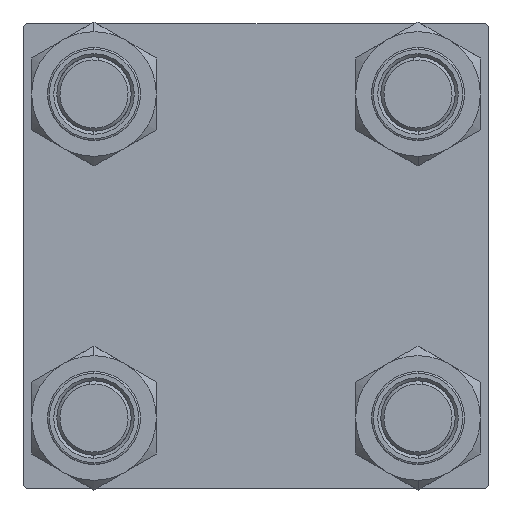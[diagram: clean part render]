
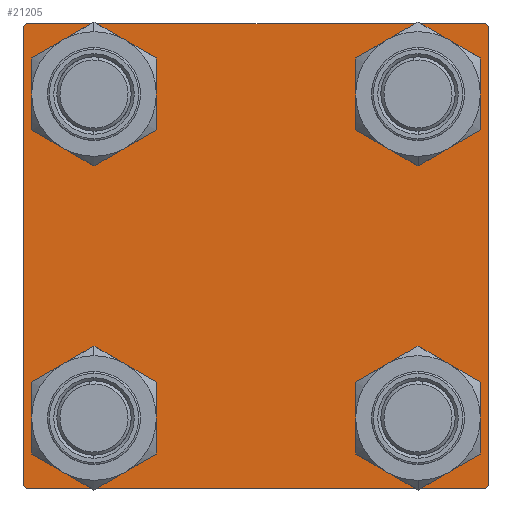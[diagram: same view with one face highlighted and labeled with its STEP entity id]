
A CAD part, left-side view. The second image highlights one B-rep face of the part: STEP entity #21205.
In plain terms, the highlighted planar face has unit normal (-1, 0, 0).
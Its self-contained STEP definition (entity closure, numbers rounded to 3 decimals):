
#408 = VERTEX_POINT ( 'NONE', #18896 ) ;
#1152 = ORIENTED_EDGE ( 'NONE', *, *, #23092, .T. ) ;
#1630 = DIRECTION ( 'NONE',  ( 0., 0., -1. ) ) ;
#2786 = CIRCLE ( 'NONE', #12573, 6.5 ) ;
#2922 = EDGE_LOOP ( 'NONE', ( #8554, #23710 ) ) ;
#2982 = VERTEX_POINT ( 'NONE', #37050 ) ;
#3026 = CARTESIAN_POINT ( 'NONE',  ( 0., 26.15, 32.65 ) ) ;
#3228 = CARTESIAN_POINT ( 'NONE',  ( 0., 0., 0. ) ) ;
#3395 = EDGE_CURVE ( 'NONE', #24379, #2982, #10698, .T. ) ;
#3878 = CARTESIAN_POINT ( 'NONE',  ( 0., -37.25, 37.25 ) ) ;
#4267 = VECTOR ( 'NONE', #1630, 1000. ) ;
#4326 = EDGE_LOOP ( 'NONE', ( #34307, #37036 ) ) ;
#4332 = VERTEX_POINT ( 'NONE', #28173 ) ;
#5172 = AXIS2_PLACEMENT_3D ( 'NONE', #39608, #35549, #19504 ) ;
#5302 = EDGE_CURVE ( 'NONE', #45551, #10753, #16947, .T. ) ;
#5790 = CIRCLE ( 'NONE', #13118, 6.5 ) ;
#5869 = VECTOR ( 'NONE', #34313, 1000. ) ;
#6794 = FACE_BOUND ( 'NONE', #2922, .T. ) ;
#7044 = FACE_BOUND ( 'NONE', #46223, .T. ) ;
#7813 = VECTOR ( 'NONE', #46390, 1000. ) ;
#8554 = ORIENTED_EDGE ( 'NONE', *, *, #30764, .T. ) ;
#8629 = ORIENTED_EDGE ( 'NONE', *, *, #5302, .T. ) ;
#8993 = EDGE_CURVE ( 'NONE', #25795, #30402, #11660, .T. ) ;
#9010 = EDGE_CURVE ( 'NONE', #408, #22859, #46815, .T. ) ;
#10013 = LINE ( 'NONE', #26584, #13431 ) ;
#10026 = CARTESIAN_POINT ( 'NONE',  ( 0., 26.15, 26.15 ) ) ;
#10263 = EDGE_LOOP ( 'NONE', ( #8629, #27118, #18479, #17424, #17984, #15867, #47255, #14400 ) ) ;
#10301 = CARTESIAN_POINT ( 'NONE',  ( 0., -26.15, -19.65 ) ) ;
#10698 = CIRCLE ( 'NONE', #12372, 6.5 ) ;
#10753 = VERTEX_POINT ( 'NONE', #31598 ) ;
#11494 = DIRECTION ( 'NONE',  ( 0., 0., 1. ) ) ;
#11660 = CIRCLE ( 'NONE', #39339, 6.5 ) ;
#11951 = CARTESIAN_POINT ( 'NONE',  ( 0., -26.15, -26.15 ) ) ;
#12030 = DIRECTION ( 'NONE',  ( 0., 0.707, 0.707 ) ) ;
#12372 = AXIS2_PLACEMENT_3D ( 'NONE', #40806, #40547, #14302 ) ;
#12573 = AXIS2_PLACEMENT_3D ( 'NONE', #11951, #32249, #50198 ) ;
#12611 = DIRECTION ( 'NONE',  ( 0., 0., 1. ) ) ;
#13118 = AXIS2_PLACEMENT_3D ( 'NONE', #35751, #19717, #24525 ) ;
#13151 = EDGE_CURVE ( 'NONE', #4332, #45551, #42139, .T. ) ;
#13431 = VECTOR ( 'NONE', #29636, 1000. ) ;
#13690 = EDGE_CURVE ( 'NONE', #34655, #43230, #5790, .T. ) ;
#14302 = DIRECTION ( 'NONE',  ( 0., 0., 1. ) ) ;
#14311 = CIRCLE ( 'NONE', #44421, 6.5 ) ;
#14400 = ORIENTED_EDGE ( 'NONE', *, *, #13151, .T. ) ;
#15731 = DIRECTION ( 'NONE',  ( 0., 0., 1. ) ) ;
#15867 = ORIENTED_EDGE ( 'NONE', *, *, #19963, .T. ) ;
#16409 = EDGE_CURVE ( 'NONE', #48965, #37937, #22578, .T. ) ;
#16947 = LINE ( 'NONE', #21269, #4267 ) ;
#17424 = ORIENTED_EDGE ( 'NONE', *, *, #26880, .T. ) ;
#17592 = CIRCLE ( 'NONE', #46088, 6.5 ) ;
#17984 = ORIENTED_EDGE ( 'NONE', *, *, #16409, .F. ) ;
#18479 = ORIENTED_EDGE ( 'NONE', *, *, #9010, .T. ) ;
#18896 = CARTESIAN_POINT ( 'NONE',  ( 0., 37., -37.5 ) ) ;
#19016 = VECTOR ( 'NONE', #26958, 1000. ) ;
#19504 = DIRECTION ( 'NONE',  ( 0., 0., 1. ) ) ;
#19717 = DIRECTION ( 'NONE',  ( 1., 0., 0. ) ) ;
#19933 = LINE ( 'NONE', #3878, #49117 ) ;
#19963 = EDGE_CURVE ( 'NONE', #48965, #26407, #19933, .T. ) ;
#20564 = CARTESIAN_POINT ( 'NONE',  ( 0., -37., 37.5 ) ) ;
#20651 = EDGE_CURVE ( 'NONE', #2982, #24379, #34545, .T. ) ;
#21205 = ADVANCED_FACE ( 'NONE', ( #41711, #34091, #7044, #6794, #22353 ), #37900, .T. ) ;
#21269 = CARTESIAN_POINT ( 'NONE',  ( 0., 37.5, 37.5 ) ) ;
#21337 = LINE ( 'NONE', #24914, #34724 ) ;
#22353 = FACE_OUTER_BOUND ( 'NONE', #10263, .T. ) ;
#22520 = DIRECTION ( 'NONE',  ( 1., 0., 0. ) ) ;
#22578 = LINE ( 'NONE', #37865, #5869 ) ;
#22859 = VERTEX_POINT ( 'NONE', #29555 ) ;
#23092 = EDGE_CURVE ( 'NONE', #43230, #34655, #2786, .T. ) ;
#23206 = CARTESIAN_POINT ( 'NONE',  ( 0., 37.5, 37.5 ) ) ;
#23290 = DIRECTION ( 'NONE',  ( 0., 0.707, -0.707 ) ) ;
#23710 = ORIENTED_EDGE ( 'NONE', *, *, #31102, .T. ) ;
#23824 = CARTESIAN_POINT ( 'NONE',  ( 0., -26.15, 32.65 ) ) ;
#24379 = VERTEX_POINT ( 'NONE', #23824 ) ;
#24525 = DIRECTION ( 'NONE',  ( 0., 0., 1. ) ) ;
#24595 = CARTESIAN_POINT ( 'NONE',  ( 0., 26.15, -26.15 ) ) ;
#24914 = CARTESIAN_POINT ( 'NONE',  ( 0., -37.25, -37.25 ) ) ;
#25795 = VERTEX_POINT ( 'NONE', #48439 ) ;
#26046 = EDGE_CURVE ( 'NONE', #4332, #26407, #46647, .T. ) ;
#26281 = ORIENTED_EDGE ( 'NONE', *, *, #13690, .T. ) ;
#26407 = VERTEX_POINT ( 'NONE', #20564 ) ;
#26563 = ORIENTED_EDGE ( 'NONE', *, *, #8993, .T. ) ;
#26584 = CARTESIAN_POINT ( 'NONE',  ( 0., 37.25, -37.25 ) ) ;
#26880 = EDGE_CURVE ( 'NONE', #22859, #37937, #21337, .T. ) ;
#26958 = DIRECTION ( 'NONE',  ( 0., -1., 0. ) ) ;
#27118 = ORIENTED_EDGE ( 'NONE', *, *, #28455, .T. ) ;
#28173 = CARTESIAN_POINT ( 'NONE',  ( 0., 37., 37.5 ) ) ;
#28455 = EDGE_CURVE ( 'NONE', #10753, #408, #10013, .T. ) ;
#28513 = CARTESIAN_POINT ( 'NONE',  ( 0., 26.15, -19.65 ) ) ;
#29555 = CARTESIAN_POINT ( 'NONE',  ( 0., -37., -37.5 ) ) ;
#29636 = DIRECTION ( 'NONE',  ( 0., -0.707, -0.707 ) ) ;
#30250 = DIRECTION ( 'NONE',  ( 0., 0., 1. ) ) ;
#30402 = VERTEX_POINT ( 'NONE', #28513 ) ;
#30727 = CIRCLE ( 'NONE', #47817, 6.5 ) ;
#30764 = EDGE_CURVE ( 'NONE', #33546, #38165, #14311, .T. ) ;
#31102 = EDGE_CURVE ( 'NONE', #38165, #33546, #17592, .T. ) ;
#31598 = CARTESIAN_POINT ( 'NONE',  ( 0., 37.5, -37. ) ) ;
#32064 = CARTESIAN_POINT ( 'NONE',  ( 0., -26.15, -32.65 ) ) ;
#32249 = DIRECTION ( 'NONE',  ( 1., 0., 0. ) ) ;
#33413 = ORIENTED_EDGE ( 'NONE', *, *, #34147, .T. ) ;
#33546 = VERTEX_POINT ( 'NONE', #3026 ) ;
#33785 = CARTESIAN_POINT ( 'NONE',  ( 0., 37.5, 37. ) ) ;
#34091 = FACE_BOUND ( 'NONE', #41033, .T. ) ;
#34147 = EDGE_CURVE ( 'NONE', #30402, #25795, #30727, .T. ) ;
#34307 = ORIENTED_EDGE ( 'NONE', *, *, #3395, .T. ) ;
#34313 = DIRECTION ( 'NONE',  ( 0., 0., -1. ) ) ;
#34347 = DIRECTION ( 'NONE',  ( -1., 0., 0. ) ) ;
#34545 = CIRCLE ( 'NONE', #5172, 6.5 ) ;
#34655 = VERTEX_POINT ( 'NONE', #32064 ) ;
#34724 = VECTOR ( 'NONE', #36893, 1000. ) ;
#34849 = CARTESIAN_POINT ( 'NONE',  ( 0., 26.15, 19.65 ) ) ;
#35549 = DIRECTION ( 'NONE',  ( 1., 0., 0. ) ) ;
#35751 = CARTESIAN_POINT ( 'NONE',  ( 0., -26.15, -26.15 ) ) ;
#36158 = AXIS2_PLACEMENT_3D ( 'NONE', #3228, #34347, #30250 ) ;
#36893 = DIRECTION ( 'NONE',  ( 0., -0.707, 0.707 ) ) ;
#37036 = ORIENTED_EDGE ( 'NONE', *, *, #20651, .T. ) ;
#37050 = CARTESIAN_POINT ( 'NONE',  ( 0., -26.15, 19.65 ) ) ;
#37865 = CARTESIAN_POINT ( 'NONE',  ( 0., -37.5, 37.5 ) ) ;
#37900 = PLANE ( 'NONE',  #36158 ) ;
#37937 = VERTEX_POINT ( 'NONE', #39708 ) ;
#38165 = VERTEX_POINT ( 'NONE', #34849 ) ;
#39339 = AXIS2_PLACEMENT_3D ( 'NONE', #42489, #49898, #15731 ) ;
#39608 = CARTESIAN_POINT ( 'NONE',  ( 0., -26.15, 26.15 ) ) ;
#39708 = CARTESIAN_POINT ( 'NONE',  ( 0., -37.5, -37. ) ) ;
#40216 = CARTESIAN_POINT ( 'NONE',  ( 0., -37.5, 37. ) ) ;
#40547 = DIRECTION ( 'NONE',  ( 1., 0., 0. ) ) ;
#40753 = VECTOR ( 'NONE', #23290, 1000. ) ;
#40806 = CARTESIAN_POINT ( 'NONE',  ( 0., -26.15, 26.15 ) ) ;
#41033 = EDGE_LOOP ( 'NONE', ( #1152, #26281 ) ) ;
#41711 = FACE_BOUND ( 'NONE', #4326, .T. ) ;
#42139 = LINE ( 'NONE', #42657, #40753 ) ;
#42489 = CARTESIAN_POINT ( 'NONE',  ( 0., 26.15, -26.15 ) ) ;
#42587 = DIRECTION ( 'NONE',  ( 1., 0., 0. ) ) ;
#42657 = CARTESIAN_POINT ( 'NONE',  ( 0., 37.25, 37.25 ) ) ;
#43230 = VERTEX_POINT ( 'NONE', #10301 ) ;
#44421 = AXIS2_PLACEMENT_3D ( 'NONE', #10026, #22520, #49033 ) ;
#44444 = DIRECTION ( 'NONE',  ( 1., 0., 0. ) ) ;
#45551 = VERTEX_POINT ( 'NONE', #33785 ) ;
#46088 = AXIS2_PLACEMENT_3D ( 'NONE', #48971, #42587, #11494 ) ;
#46223 = EDGE_LOOP ( 'NONE', ( #33413, #26563 ) ) ;
#46390 = DIRECTION ( 'NONE',  ( 0., -1., 0. ) ) ;
#46647 = LINE ( 'NONE', #23206, #7813 ) ;
#46815 = LINE ( 'NONE', #47061, #19016 ) ;
#47061 = CARTESIAN_POINT ( 'NONE',  ( 0., 37.5, -37.5 ) ) ;
#47255 = ORIENTED_EDGE ( 'NONE', *, *, #26046, .F. ) ;
#47817 = AXIS2_PLACEMENT_3D ( 'NONE', #24595, #44444, #12611 ) ;
#48439 = CARTESIAN_POINT ( 'NONE',  ( 0., 26.15, -32.65 ) ) ;
#48965 = VERTEX_POINT ( 'NONE', #40216 ) ;
#48971 = CARTESIAN_POINT ( 'NONE',  ( 0., 26.15, 26.15 ) ) ;
#49033 = DIRECTION ( 'NONE',  ( 0., 0., 1. ) ) ;
#49117 = VECTOR ( 'NONE', #12030, 1000. ) ;
#49898 = DIRECTION ( 'NONE',  ( 1., 0., 0. ) ) ;
#50198 = DIRECTION ( 'NONE',  ( 0., 0., 1. ) ) ;
